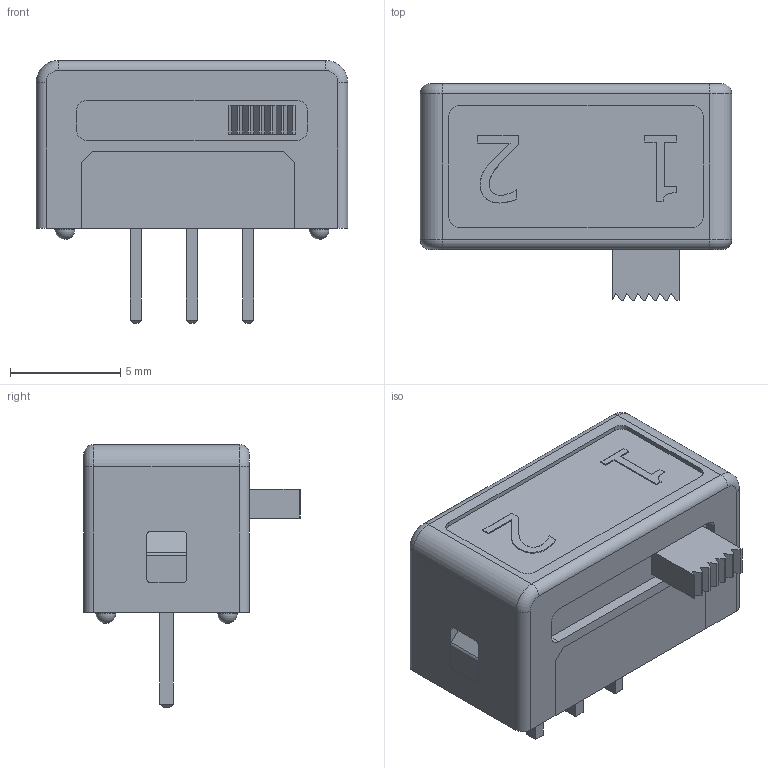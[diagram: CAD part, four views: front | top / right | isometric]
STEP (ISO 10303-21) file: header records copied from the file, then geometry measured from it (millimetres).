
FILE_DESCRIPTION(/* description */ (''),/* implementation_level */ '2;1');
FILE_NAME(/* name */ '1.stp',/* time_stamp */ '2020-10-10T07:34:01+02:00',/* author */ ('k'),/* organization */ (''),/* preprocessor_version */ 'ST-DEVELOPER v15.6',/* originating_system */ 'Autodesk Inventor 2015',/* authorisation */ '');
FILE_SCHEMA (('AUTOMOTIVE_DESIGN { 1 0 10303 214 3 1 1 }'));
Products named in the file (9): 1; 2; 3; 4; 5; 6; 7; Logo
Bounding box: 14.1 x 9.8 x 11.9 mm (x, y, z)
Volume: 775.4 mm3; surface area: 1124.4 mm2
Topology: 15 solids, 15 shells, 261 faces, 676 edges, 444 vertices
Faces by surface type: plane 190, cylinder 41, bspline 22, torus 4, sphere 4
Full cylindrical faces by diameter (mm): 0.9 x4, 0.914 x1
Entity records: 8127 total; most frequent: CARTESIAN_POINT 1659, ORIENTED_EDGE 1318, DIRECTION 1221, EDGE_CURVE 659, LINE 521, VECTOR 521, VERTEX_POINT 436, AXIS2_PLACEMENT_3D 350
